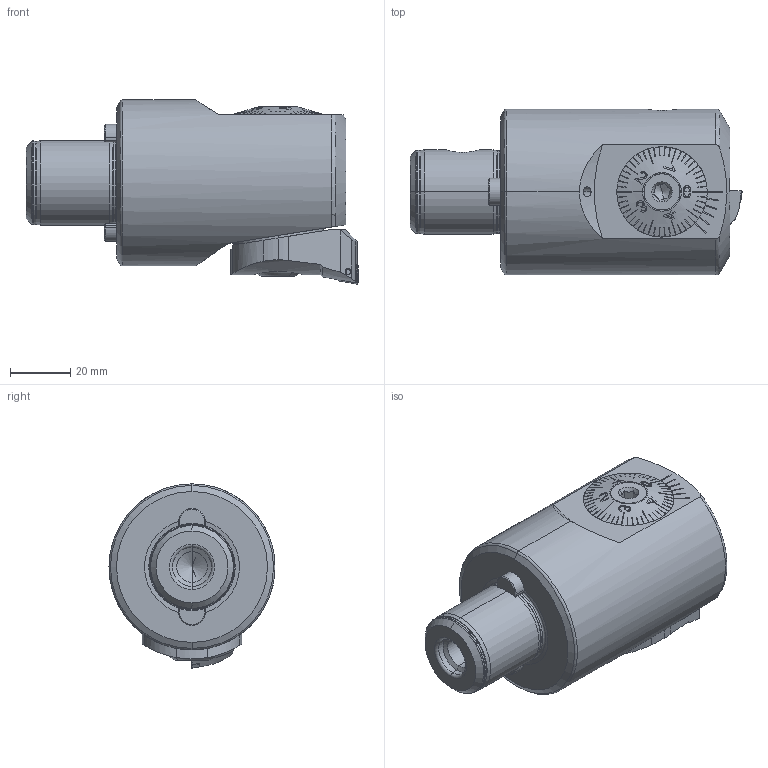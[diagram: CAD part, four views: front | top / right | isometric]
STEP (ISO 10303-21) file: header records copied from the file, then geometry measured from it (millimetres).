
FILE_DESCRIPTION (( 'STEP AP203' ), '1' );
FILE_NAME ('ST5-F55.K21.080.STEP', '2016-02-12T10:11:18', ( 'SWIAdmin' ), ( 'Hewlett-Packard Company' ), 'SwSTEP 2.0', 'SolidWorks 2015', '' );
FILE_SCHEMA (( 'CONFIG_CONTROL_DESIGN' ));
Length unit declared in the file: millimetre
Products named in the file (21): F55-ER1.101.016_A; A55-BG3.011.033_A_gek〉zt; F55-BG1.011.036; ST5-F55.K21.080; Klebstoff D10; A55-BG2.013.005_C; WCB-ER2.001.009_A; A55-BG2.012.006_B; ST5-ER2.001.010_A; A55-BG2.011.016_D; ST5-F55.K20.080_B; F55-WCA.001.013_C_fertigbearbeitet; F55-BG2.014.015_B; F55-BG1.011.036_C; CCMT060204; F55-BG2.015.015_B; WCA-ER2.001.006_A; DIN 3771 - 25x1.5; F55-WCA.001.013; F55-BG1.014.036; F55-BG1.012.012_A
Assembly tree (21 placements, depth 4):
  ST5-F55.K21.080
    ST5-F55.K20.080_B
    F55-BG1.014.036
      F55-BG1.011.036
        F55-BG1.011.036_C
        F55-BG1.012.012_A
      A55-BG2.013.005_C
      A55-BG2.012.006_B
      F55-BG2.015.015_B
        A55-BG2.011.016_D
        F55-BG2.014.015_B
      DIN 3771 - 25x1.5
    A55-BG3.011.033_A_gek〉zt
    Klebstoff D10
    WCB-ER2.001.009_A
    ST5-ER2.001.010_A  x2
    F55-WCA.001.013
      F55-WCA.001.013_C_fertigbearbeitet
      CCMT060204
      WCA-ER2.001.006_A
    F55-ER1.101.016_A
Bounding box: 110 x 55 x 61 mm (x, y, z)
Volume: 181017.5 mm3; surface area: 45947.8 mm2
Topology: 17 solids, 17 shells, 884 faces, 2243 edges, 1398 vertices
Faces by surface type: plane 320, cone 229, cylinder 197, torus 87, bspline 47, sphere 4
Entity records: 31821 total; most frequent: CARTESIAN_POINT 9700, ORIENTED_EDGE 4366, DIRECTION 3913, EDGE_CURVE 2183, AXIS2_PLACEMENT_3D 1565, VERTEX_POINT 1372, EDGE_LOOP 915, FACE_OUTER_BOUND 863
